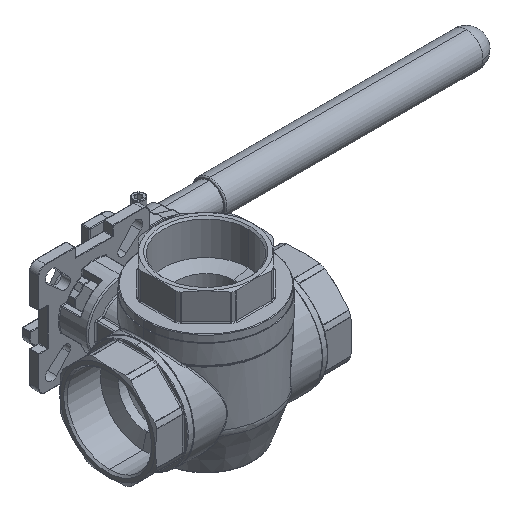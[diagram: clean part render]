
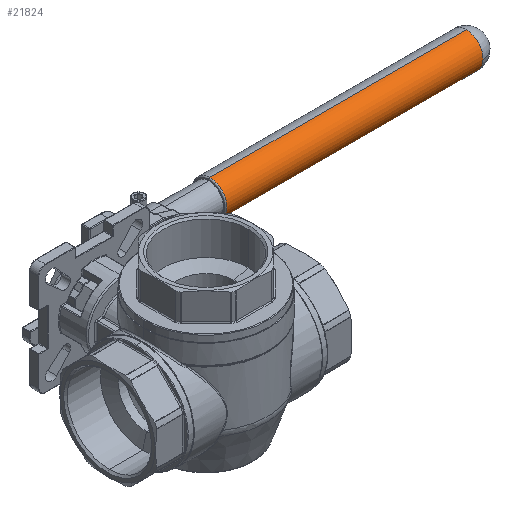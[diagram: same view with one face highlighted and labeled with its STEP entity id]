
A CAD part, isometric view. The second image highlights one B-rep face of the part: STEP entity #21824.
In plain terms, the highlighted cylindrical face has radius 14.5 mm (diameter 29 mm), a partial arc.
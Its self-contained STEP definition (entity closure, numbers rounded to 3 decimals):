
#7034 = ORIENTED_EDGE ( 'NONE', *, *, #20725, .T. ) ;
#9216 = EDGE_CURVE ( 'NONE', #23235, #27044, #14929, .T. ) ;
#10498 = LINE ( 'NONE', #49827, #12712 ) ;
#10955 = AXIS2_PLACEMENT_3D ( 'NONE', #58019, #48381, #30411 ) ;
#11618 = DIRECTION ( 'NONE',  ( 0., 0., -1. ) ) ;
#12712 = VECTOR ( 'NONE', #21943, 1000. ) ;
#14146 = CARTESIAN_POINT ( 'NONE',  ( 379.01, 122.5, 14.5 ) ) ;
#14452 = VERTEX_POINT ( 'NONE', #35377 ) ;
#14929 = CIRCLE ( 'NONE', #45734, 14.5 ) ;
#17498 = VERTEX_POINT ( 'NONE', #39013 ) ;
#19220 = CYLINDRICAL_SURFACE ( 'NONE', #31803, 14.5 ) ;
#19440 = CARTESIAN_POINT ( 'NONE',  ( 345., 108., 0. ) ) ;
#19771 = EDGE_LOOP ( 'NONE', ( #51401, #56705, #7034, #55573, #49959 ) ) ;
#20385 = EDGE_CURVE ( 'NONE', #14452, #44494, #33462, .T. ) ;
#20725 = EDGE_CURVE ( 'NONE', #17498, #27044, #10498, .T. ) ;
#20835 = CARTESIAN_POINT ( 'NONE',  ( 345., 122.5, 14.5 ) ) ;
#21824 = ADVANCED_FACE ( 'NONE', ( #50278 ), #19220, .T. ) ;
#21910 = CIRCLE ( 'NONE', #10955, 14.5 ) ;
#21935 = EDGE_CURVE ( 'NONE', #44494, #23235, #30321, .T. ) ;
#21943 = DIRECTION ( 'NONE',  ( 1., 0., 0. ) ) ;
#23017 = DIRECTION ( 'NONE',  ( 0., 0., -1. ) ) ;
#23076 = VECTOR ( 'NONE', #28824, 1000. ) ;
#23235 = VERTEX_POINT ( 'NONE', #19440 ) ;
#26551 = DIRECTION ( 'NONE',  ( 1., 0., 0. ) ) ;
#27044 = VERTEX_POINT ( 'NONE', #38366 ) ;
#28824 = DIRECTION ( 'NONE',  ( 1., 0., 0. ) ) ;
#30321 = CIRCLE ( 'NONE', #33770, 14.5 ) ;
#30411 = DIRECTION ( 'NONE',  ( 0., 0., 1. ) ) ;
#31803 = AXIS2_PLACEMENT_3D ( 'NONE', #54803, #26551, #23017 ) ;
#33462 = LINE ( 'NONE', #14146, #23076 ) ;
#33770 = AXIS2_PLACEMENT_3D ( 'NONE', #37268, #38081, #47581 ) ;
#35377 = CARTESIAN_POINT ( 'NONE',  ( 126., 122.5, 14.5 ) ) ;
#37268 = CARTESIAN_POINT ( 'NONE',  ( 345., 122.5, 0. ) ) ;
#38081 = DIRECTION ( 'NONE',  ( 1., 0., 0. ) ) ;
#38366 = CARTESIAN_POINT ( 'NONE',  ( 345., 122.5, -14.5 ) ) ;
#39013 = CARTESIAN_POINT ( 'NONE',  ( 126., 122.5, -14.5 ) ) ;
#43107 = EDGE_CURVE ( 'NONE', #14452, #17498, #21910, .T. ) ;
#44494 = VERTEX_POINT ( 'NONE', #20835 ) ;
#45061 = DIRECTION ( 'NONE',  ( 1., 0., 0. ) ) ;
#45734 = AXIS2_PLACEMENT_3D ( 'NONE', #59077, #45061, #11618 ) ;
#47581 = DIRECTION ( 'NONE',  ( 0., 0., -1. ) ) ;
#48381 = DIRECTION ( 'NONE',  ( 1., 0., 0. ) ) ;
#49827 = CARTESIAN_POINT ( 'NONE',  ( 379.01, 122.5, -14.5 ) ) ;
#49959 = ORIENTED_EDGE ( 'NONE', *, *, #21935, .F. ) ;
#50278 = FACE_OUTER_BOUND ( 'NONE', #19771, .T. ) ;
#51401 = ORIENTED_EDGE ( 'NONE', *, *, #20385, .F. ) ;
#54803 = CARTESIAN_POINT ( 'NONE',  ( 379.01, 122.5, 0. ) ) ;
#55573 = ORIENTED_EDGE ( 'NONE', *, *, #9216, .F. ) ;
#56705 = ORIENTED_EDGE ( 'NONE', *, *, #43107, .T. ) ;
#58019 = CARTESIAN_POINT ( 'NONE',  ( 126., 122.5, 0. ) ) ;
#59077 = CARTESIAN_POINT ( 'NONE',  ( 345., 122.5, 0. ) ) ;
